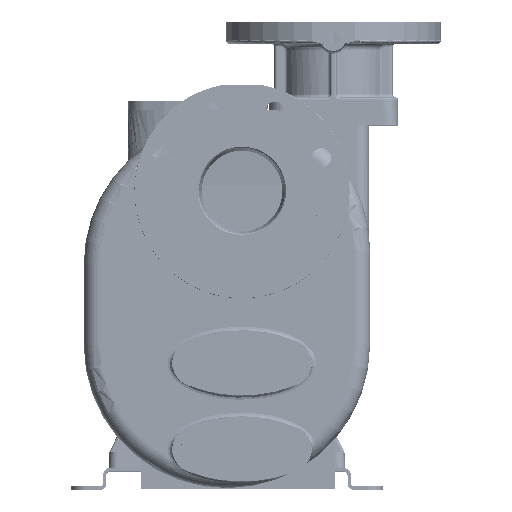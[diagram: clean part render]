
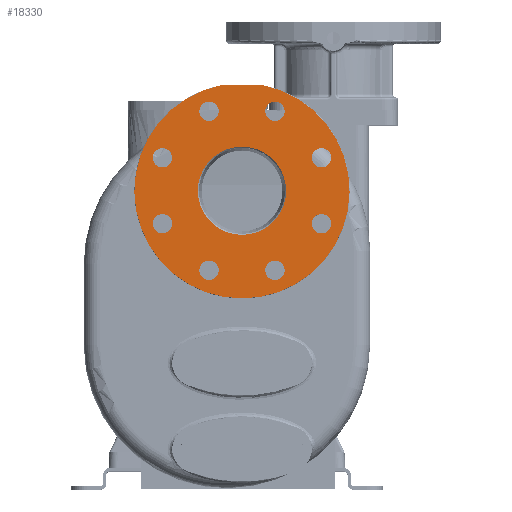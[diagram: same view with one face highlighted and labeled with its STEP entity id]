
A CAD part, top view. The second image highlights one B-rep face of the part: STEP entity #18330.
In plain terms, the highlighted face is planar.
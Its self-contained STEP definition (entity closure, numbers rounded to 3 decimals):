
#15091=CARTESIAN_POINT('',(88.,0.,0.));
#15092=DIRECTION('',(1.,0.,0.));
#15093=DIRECTION('',(0.,0.,-1.));
#15094=AXIS2_PLACEMENT_3D('',#15091,#15092,#15093);
#15096=CARTESIAN_POINT('',(88.,0.,0.));
#15097=DIRECTION('',(1.,0.,0.));
#15098=DIRECTION('',(0.,0.,1.));
#15099=AXIS2_PLACEMENT_3D('',#15096,#15097,#15098);
#15101=DIRECTION('',(0.,0.,-1.));
#15102=VECTOR('',#15101,39.799);
#15103=CARTESIAN_POINT('',(88.,98.,19.9));
#15104=LINE('',#15103,#15102);
#15105=CARTESIAN_POINT('',(88.,30.615,-73.91));
#15106=DIRECTION('',(1.,0.,0.));
#15107=DIRECTION('',(0.,0.,-1.));
#15108=AXIS2_PLACEMENT_3D('',#15105,#15106,#15107);
#15110=CARTESIAN_POINT('',(88.,30.615,-73.91));
#15111=DIRECTION('',(1.,0.,0.));
#15112=DIRECTION('',(0.,0.,1.));
#15113=AXIS2_PLACEMENT_3D('',#15110,#15111,#15112);
#15115=CARTESIAN_POINT('',(88.,73.91,-30.615));
#15116=DIRECTION('',(1.,0.,0.));
#15117=DIRECTION('',(0.,0.707,-0.707));
#15118=AXIS2_PLACEMENT_3D('',#15115,#15116,#15117);
#15120=CARTESIAN_POINT('',(88.,73.91,-30.615));
#15121=DIRECTION('',(1.,0.,0.));
#15122=DIRECTION('',(0.,-0.707,0.707));
#15123=AXIS2_PLACEMENT_3D('',#15120,#15121,#15122);
#15125=CARTESIAN_POINT('',(88.,73.91,30.615));
#15126=DIRECTION('',(1.,0.,0.));
#15127=DIRECTION('',(0.,1.,0.));
#15128=AXIS2_PLACEMENT_3D('',#15125,#15126,#15127);
#15130=CARTESIAN_POINT('',(88.,73.91,30.615));
#15131=DIRECTION('',(1.,0.,0.));
#15132=DIRECTION('',(0.,-1.,0.));
#15133=AXIS2_PLACEMENT_3D('',#15130,#15131,#15132);
#15135=CARTESIAN_POINT('',(88.,30.615,73.91));
#15136=DIRECTION('',(1.,0.,0.));
#15137=DIRECTION('',(0.,0.707,0.707));
#15138=AXIS2_PLACEMENT_3D('',#15135,#15136,#15137);
#15140=CARTESIAN_POINT('',(88.,30.615,73.91));
#15141=DIRECTION('',(1.,0.,0.));
#15142=DIRECTION('',(0.,-0.707,-0.707));
#15143=AXIS2_PLACEMENT_3D('',#15140,#15141,#15142);
#15145=CARTESIAN_POINT('',(88.,-30.615,73.91));
#15146=DIRECTION('',(1.,0.,0.));
#15147=DIRECTION('',(0.,0.,1.));
#15148=AXIS2_PLACEMENT_3D('',#15145,#15146,#15147);
#15150=CARTESIAN_POINT('',(88.,-30.615,73.91));
#15151=DIRECTION('',(1.,0.,0.));
#15152=DIRECTION('',(0.,0.,-1.));
#15153=AXIS2_PLACEMENT_3D('',#15150,#15151,#15152);
#15155=CARTESIAN_POINT('',(88.,-73.91,30.615));
#15156=DIRECTION('',(1.,0.,0.));
#15157=DIRECTION('',(0.,-0.707,0.707));
#15158=AXIS2_PLACEMENT_3D('',#15155,#15156,#15157);
#15160=CARTESIAN_POINT('',(88.,-73.91,30.615));
#15161=DIRECTION('',(1.,0.,0.));
#15162=DIRECTION('',(0.,0.707,-0.707));
#15163=AXIS2_PLACEMENT_3D('',#15160,#15161,#15162);
#15165=CARTESIAN_POINT('',(88.,-73.91,-30.615));
#15166=DIRECTION('',(1.,0.,0.));
#15167=DIRECTION('',(0.,-1.,0.));
#15168=AXIS2_PLACEMENT_3D('',#15165,#15166,#15167);
#15170=CARTESIAN_POINT('',(88.,-73.91,-30.615));
#15171=DIRECTION('',(1.,0.,0.));
#15172=DIRECTION('',(0.,1.,0.));
#15173=AXIS2_PLACEMENT_3D('',#15170,#15171,#15172);
#15175=CARTESIAN_POINT('',(88.,-30.615,-73.91));
#15176=DIRECTION('',(1.,0.,0.));
#15177=DIRECTION('',(0.,-0.707,-0.707));
#15178=AXIS2_PLACEMENT_3D('',#15175,#15176,#15177);
#15180=CARTESIAN_POINT('',(88.,-30.615,-73.91));
#15181=DIRECTION('',(1.,0.,0.));
#15182=DIRECTION('',(0.,0.707,0.707));
#15183=AXIS2_PLACEMENT_3D('',#15180,#15181,#15182);
#15194=CARTESIAN_POINT('',(88.,0.,0.));
#15195=DIRECTION('',(1.,0.,0.));
#15196=DIRECTION('',(0.,0.98,0.199));
#15197=AXIS2_PLACEMENT_3D('',#15194,#15195,#15196);
#16000=CARTESIAN_POINT('',(88.,98.,19.9));
#16001=CARTESIAN_POINT('',(88.,98.,-19.9));
#16002=VERTEX_POINT('',#16000);
#16003=VERTEX_POINT('',#16001);
#16333=CARTESIAN_POINT('',(88.,0.,-41.));
#16334=CARTESIAN_POINT('',(88.,0.,41.));
#16335=VERTEX_POINT('',#16333);
#16336=VERTEX_POINT('',#16334);
#16339=CARTESIAN_POINT('',(88.,30.615,-82.91));
#16340=CARTESIAN_POINT('',(88.,30.615,-64.91));
#16341=VERTEX_POINT('',#16339);
#16342=VERTEX_POINT('',#16340);
#16347=CARTESIAN_POINT('',(88.,80.274,-36.979));
#16348=CARTESIAN_POINT('',(88.,67.546,-24.251));
#16349=VERTEX_POINT('',#16347);
#16350=VERTEX_POINT('',#16348);
#16355=CARTESIAN_POINT('',(88.,82.91,30.615));
#16356=CARTESIAN_POINT('',(88.,64.91,30.615));
#16357=VERTEX_POINT('',#16355);
#16358=VERTEX_POINT('',#16356);
#16363=CARTESIAN_POINT('',(88.,36.979,80.274));
#16364=CARTESIAN_POINT('',(88.,24.251,67.546));
#16365=VERTEX_POINT('',#16363);
#16366=VERTEX_POINT('',#16364);
#16371=CARTESIAN_POINT('',(88.,-30.615,82.91));
#16372=CARTESIAN_POINT('',(88.,-30.615,64.91));
#16373=VERTEX_POINT('',#16371);
#16374=VERTEX_POINT('',#16372);
#16379=CARTESIAN_POINT('',(88.,-80.274,36.979));
#16380=CARTESIAN_POINT('',(88.,-67.546,24.251));
#16381=VERTEX_POINT('',#16379);
#16382=VERTEX_POINT('',#16380);
#16387=CARTESIAN_POINT('',(88.,-82.91,-30.615));
#16388=CARTESIAN_POINT('',(88.,-64.91,-30.615));
#16389=VERTEX_POINT('',#16387);
#16390=VERTEX_POINT('',#16388);
#16395=CARTESIAN_POINT('',(88.,-36.979,-80.274));
#16396=CARTESIAN_POINT('',(88.,-24.251,-67.546));
#16397=VERTEX_POINT('',#16395);
#16398=VERTEX_POINT('',#16396);
#18268=CARTESIAN_POINT('',(88.,0.,0.));
#18269=DIRECTION('',(1.,0.,0.));
#18270=DIRECTION('',(0.,1.,0.));
#18271=AXIS2_PLACEMENT_3D('',#18268,#18269,#18270);
#18272=PLANE('',#18271);
#18273=ORIENTED_EDGE('',*,*,#16883,.T.);
#18275=ORIENTED_EDGE('',*,*,#18274,.F.);
#18276=EDGE_LOOP('',(#18273,#18275));
#18277=FACE_OUTER_BOUND('',#18276,.F.);
#18278=ORIENTED_EDGE('',*,*,#18205,.T.);
#18279=ORIENTED_EDGE('',*,*,#18190,.T.);
#18280=EDGE_LOOP('',(#18278,#18279));
#18281=FACE_BOUND('',#18280,.F.);
#18283=ORIENTED_EDGE('',*,*,#18282,.T.);
#18285=ORIENTED_EDGE('',*,*,#18284,.T.);
#18286=EDGE_LOOP('',(#18283,#18285));
#18287=FACE_BOUND('',#18286,.F.);
#18289=ORIENTED_EDGE('',*,*,#18288,.T.);
#18291=ORIENTED_EDGE('',*,*,#18290,.T.);
#18292=EDGE_LOOP('',(#18289,#18291));
#18293=FACE_BOUND('',#18292,.F.);
#18295=ORIENTED_EDGE('',*,*,#18294,.T.);
#18297=ORIENTED_EDGE('',*,*,#18296,.T.);
#18298=EDGE_LOOP('',(#18295,#18297));
#18299=FACE_BOUND('',#18298,.F.);
#18301=ORIENTED_EDGE('',*,*,#18300,.T.);
#18303=ORIENTED_EDGE('',*,*,#18302,.T.);
#18304=EDGE_LOOP('',(#18301,#18303));
#18305=FACE_BOUND('',#18304,.F.);
#18307=ORIENTED_EDGE('',*,*,#18306,.T.);
#18309=ORIENTED_EDGE('',*,*,#18308,.T.);
#18310=EDGE_LOOP('',(#18307,#18309));
#18311=FACE_BOUND('',#18310,.F.);
#18313=ORIENTED_EDGE('',*,*,#18312,.T.);
#18315=ORIENTED_EDGE('',*,*,#18314,.T.);
#18316=EDGE_LOOP('',(#18313,#18315));
#18317=FACE_BOUND('',#18316,.F.);
#18319=ORIENTED_EDGE('',*,*,#18318,.T.);
#18321=ORIENTED_EDGE('',*,*,#18320,.T.);
#18322=EDGE_LOOP('',(#18319,#18321));
#18323=FACE_BOUND('',#18322,.F.);
#18325=ORIENTED_EDGE('',*,*,#18324,.T.);
#18327=ORIENTED_EDGE('',*,*,#18326,.T.);
#18328=EDGE_LOOP('',(#18325,#18327));
#18329=FACE_BOUND('',#18328,.F.);
#18330=ADVANCED_FACE('',(#18277,#18281,#18287,#18293,#18299,#18305,#18311,
#18317,#18323,#18329),#18272,.T.);
#15095=CIRCLE('',#15094,41.);
#15100=CIRCLE('',#15099,41.);
#15109=CIRCLE('',#15108,9.);
#15114=CIRCLE('',#15113,9.);
#15119=CIRCLE('',#15118,9.);
#15124=CIRCLE('',#15123,9.);
#15129=CIRCLE('',#15128,9.);
#15134=CIRCLE('',#15133,9.);
#15139=CIRCLE('',#15138,9.);
#15144=CIRCLE('',#15143,9.);
#15149=CIRCLE('',#15148,9.);
#15154=CIRCLE('',#15153,9.);
#15159=CIRCLE('',#15158,9.);
#15164=CIRCLE('',#15163,9.);
#15169=CIRCLE('',#15168,9.);
#15174=CIRCLE('',#15173,9.);
#15179=CIRCLE('',#15178,9.);
#15184=CIRCLE('',#15183,9.);
#15198=CIRCLE('',#15197,100.);
#16883=EDGE_CURVE('',#16002,#16003,#15104,.T.);
#18190=EDGE_CURVE('',#16336,#16335,#15100,.T.);
#18205=EDGE_CURVE('',#16335,#16336,#15095,.T.);
#18274=EDGE_CURVE('',#16002,#16003,#15198,.T.);
#18282=EDGE_CURVE('',#16341,#16342,#15109,.T.);
#18284=EDGE_CURVE('',#16342,#16341,#15114,.T.);
#18288=EDGE_CURVE('',#16349,#16350,#15119,.T.);
#18290=EDGE_CURVE('',#16350,#16349,#15124,.T.);
#18294=EDGE_CURVE('',#16357,#16358,#15129,.T.);
#18296=EDGE_CURVE('',#16358,#16357,#15134,.T.);
#18300=EDGE_CURVE('',#16365,#16366,#15139,.T.);
#18302=EDGE_CURVE('',#16366,#16365,#15144,.T.);
#18306=EDGE_CURVE('',#16373,#16374,#15149,.T.);
#18308=EDGE_CURVE('',#16374,#16373,#15154,.T.);
#18312=EDGE_CURVE('',#16381,#16382,#15159,.T.);
#18314=EDGE_CURVE('',#16382,#16381,#15164,.T.);
#18318=EDGE_CURVE('',#16389,#16390,#15169,.T.);
#18320=EDGE_CURVE('',#16390,#16389,#15174,.T.);
#18324=EDGE_CURVE('',#16397,#16398,#15179,.T.);
#18326=EDGE_CURVE('',#16398,#16397,#15184,.T.);
